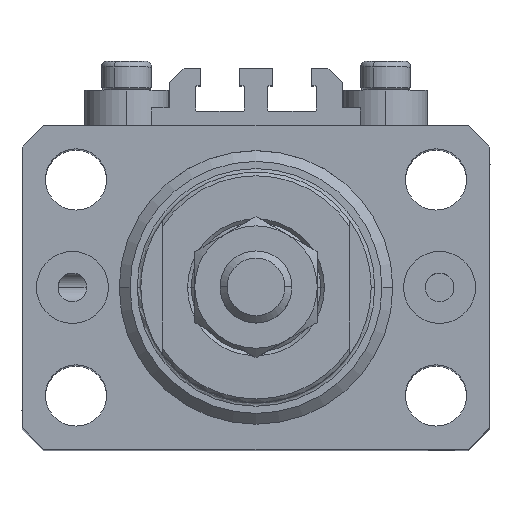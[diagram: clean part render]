
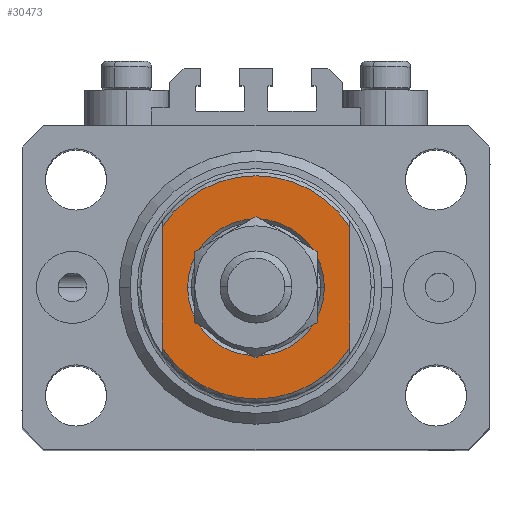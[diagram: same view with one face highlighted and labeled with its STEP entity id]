
A CAD part, top view. The second image highlights one B-rep face of the part: STEP entity #30473.
In plain terms, the highlighted face is planar.
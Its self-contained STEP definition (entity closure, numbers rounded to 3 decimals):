
#363 = EDGE_CURVE ( 'NONE', #6569, #38916, #37436, .T. ) ;
#648 = DIRECTION ( 'NONE',  ( 0., 0., -1. ) ) ;
#3735 = ORIENTED_EDGE ( 'NONE', *, *, #12315, .T. ) ;
#4277 = DIRECTION ( 'NONE',  ( 0., -1., 0. ) ) ;
#6432 = VERTEX_POINT ( 'NONE', #10059 ) ;
#6480 = EDGE_CURVE ( 'NONE', #39266, #31860, #13183, .T. ) ;
#6569 = VERTEX_POINT ( 'NONE', #28252 ) ;
#7861 = CARTESIAN_POINT ( 'NONE',  ( 13., -8.441, -6.5 ) ) ;
#9063 = AXIS2_PLACEMENT_3D ( 'NONE', #11169, #14614, #15091 ) ;
#10059 = CARTESIAN_POINT ( 'NONE',  ( 9.5, 0., -6.5 ) ) ;
#10920 = AXIS2_PLACEMENT_3D ( 'NONE', #27889, #42926, #32315 ) ;
#11169 = CARTESIAN_POINT ( 'NONE',  ( 0., 0., -6.5 ) ) ;
#12315 = EDGE_CURVE ( 'NONE', #18579, #6432, #37700, .T. ) ;
#12720 = FACE_BOUND ( 'NONE', #45209, .T. ) ;
#13183 = CIRCLE ( 'NONE', #40772, 15.5 ) ;
#14614 = DIRECTION ( 'NONE',  ( 0., 0., 1. ) ) ;
#15091 = DIRECTION ( 'NONE',  ( -1., 0., 0. ) ) ;
#15260 = DIRECTION ( 'NONE',  ( 0., 0., -1. ) ) ;
#15327 = CARTESIAN_POINT ( 'NONE',  ( -13., -8.441, -6.5 ) ) ;
#15695 = DIRECTION ( 'NONE',  ( 0., 0., -1. ) ) ;
#15938 = FACE_OUTER_BOUND ( 'NONE', #47296, .T. ) ;
#16177 = DIRECTION ( 'NONE',  ( -1., 0., 0. ) ) ;
#18579 = VERTEX_POINT ( 'NONE', #38096 ) ;
#18790 = EDGE_CURVE ( 'NONE', #6432, #18579, #24012, .T. ) ;
#19666 = EDGE_CURVE ( 'NONE', #6569, #31860, #33612, .T. ) ;
#23106 = CARTESIAN_POINT ( 'NONE',  ( 0., 0., -6.5 ) ) ;
#24012 = CIRCLE ( 'NONE', #9063, 9.5 ) ;
#26459 = DIRECTION ( 'NONE',  ( 0., -1., 0. ) ) ;
#27889 = CARTESIAN_POINT ( 'NONE',  ( 0., 0., -6.5 ) ) ;
#28052 = VECTOR ( 'NONE', #4277, 1000. ) ;
#28252 = CARTESIAN_POINT ( 'NONE',  ( -13., 8.441, -6.5 ) ) ;
#28287 = ORIENTED_EDGE ( 'NONE', *, *, #38146, .T. ) ;
#29879 = ORIENTED_EDGE ( 'NONE', *, *, #18790, .T. ) ;
#29921 = CARTESIAN_POINT ( 'NONE',  ( -13., -43.081, -6.5 ) ) ;
#30473 = ADVANCED_FACE ( 'NONE', ( #12720, #15938 ), #38141, .T. ) ;
#31860 = VERTEX_POINT ( 'NONE', #15327 ) ;
#32315 = DIRECTION ( 'NONE',  ( -1., 0., 0. ) ) ;
#32352 = ORIENTED_EDGE ( 'NONE', *, *, #19666, .F. ) ;
#33612 = LINE ( 'NONE', #29921, #35475 ) ;
#34236 = AXIS2_PLACEMENT_3D ( 'NONE', #38629, #15695, #16177 ) ;
#35475 = VECTOR ( 'NONE', #26459, 1000. ) ;
#37436 = CIRCLE ( 'NONE', #43715, 15.5 ) ;
#37700 = CIRCLE ( 'NONE', #10920, 9.5 ) ;
#38072 = CARTESIAN_POINT ( 'NONE',  ( 13., -43.081, -6.5 ) ) ;
#38096 = CARTESIAN_POINT ( 'NONE',  ( -9.5, 0., -6.5 ) ) ;
#38141 = PLANE ( 'NONE',  #34236 ) ;
#38146 = EDGE_CURVE ( 'NONE', #38916, #39266, #41773, .T. ) ;
#38200 = DIRECTION ( 'NONE',  ( -1., 0., 0. ) ) ;
#38281 = ORIENTED_EDGE ( 'NONE', *, *, #6480, .T. ) ;
#38629 = CARTESIAN_POINT ( 'NONE',  ( 0., 0., -6.5 ) ) ;
#38916 = VERTEX_POINT ( 'NONE', #46611 ) ;
#39266 = VERTEX_POINT ( 'NONE', #7861 ) ;
#40772 = AXIS2_PLACEMENT_3D ( 'NONE', #23106, #648, #45300 ) ;
#41773 = LINE ( 'NONE', #38072, #28052 ) ;
#41910 = CARTESIAN_POINT ( 'NONE',  ( 0., 0., -6.5 ) ) ;
#42926 = DIRECTION ( 'NONE',  ( 0., 0., 1. ) ) ;
#43078 = ORIENTED_EDGE ( 'NONE', *, *, #363, .T. ) ;
#43715 = AXIS2_PLACEMENT_3D ( 'NONE', #41910, #15260, #38200 ) ;
#45209 = EDGE_LOOP ( 'NONE', ( #3735, #29879 ) ) ;
#45300 = DIRECTION ( 'NONE',  ( -1., 0., 0. ) ) ;
#46611 = CARTESIAN_POINT ( 'NONE',  ( 13., 8.441, -6.5 ) ) ;
#47296 = EDGE_LOOP ( 'NONE', ( #43078, #28287, #38281, #32352 ) ) ;
